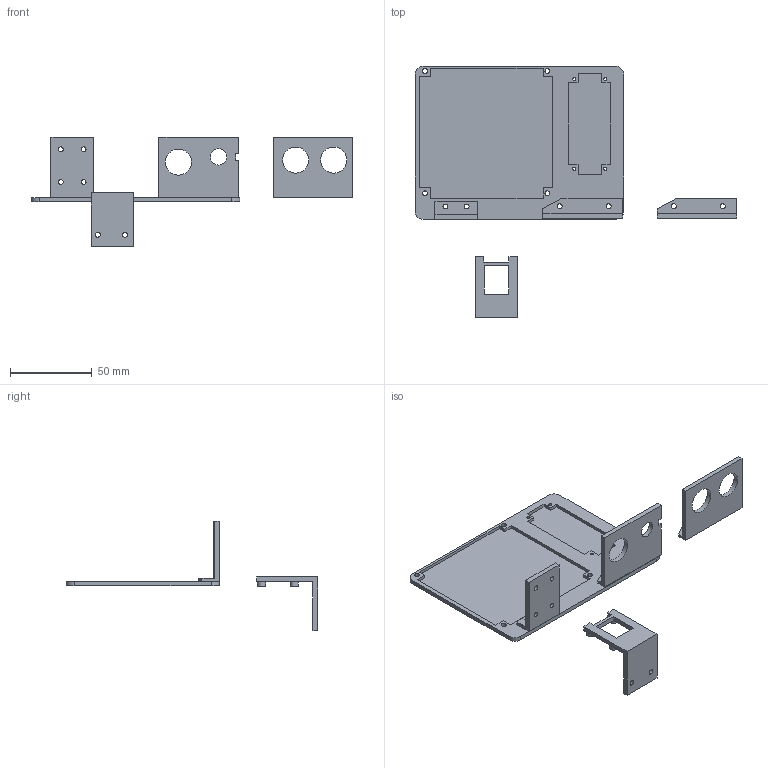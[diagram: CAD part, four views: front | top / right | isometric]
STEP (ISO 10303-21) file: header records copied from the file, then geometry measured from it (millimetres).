
FILE_DESCRIPTION(/* description */ (''),/* implementation_level */ '2;1');
FILE_NAME(/* name */ 'eye control mount v19.step',/* time_stamp */ '2022-03-11T13:51:27-08:00',/* author */ (''),/* organization */ (''),/* preprocessor_version */ 'ST-DEVELOPER v18.1',/* originating_system */ 'Autodesk Translation Framework v10.13.0.1454',/* authorisation */ '');
FILE_SCHEMA (('AUTOMOTIVE_DESIGN { 1 0 10303 214 3 1 1 }'));
Length unit declared in the file: millimetre
Products named in the file (6): eye control mount; switch mount; eye switch mount; mouth switch mount; TOF Sensor; eye power mount
Assembly tree (5 placements, depth 3):
  eye control mount
    switch mount
      eye switch mount
      mouth switch mount
    TOF Sensor
    eye power mount
Bounding box: 197.42 x 154.31 x 67 mm (x, y, z)
Volume: 33504.3 mm3; surface area: 42265.2 mm2
Topology: 5 solids, 5 shells, 126 faces, 325 edges, 215 vertices
Faces by surface type: plane 86, cylinder 40
Full cylindrical faces by diameter (mm): 2 x4, 3 x24, 5 x2, 10 x1, 16 x3
Entity records: 4116 total; most frequent: DIRECTION 680, CARTESIAN_POINT 677, ORIENTED_EDGE 650, EDGE_CURVE 325, LINE 244, VECTOR 244, AXIS2_PLACEMENT_3D 218, VERTEX_POINT 215
